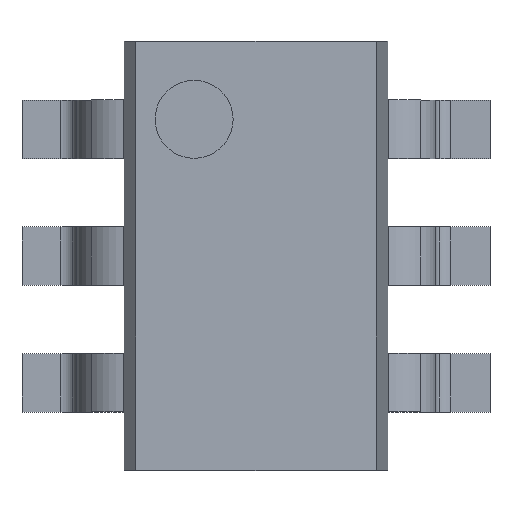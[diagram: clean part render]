
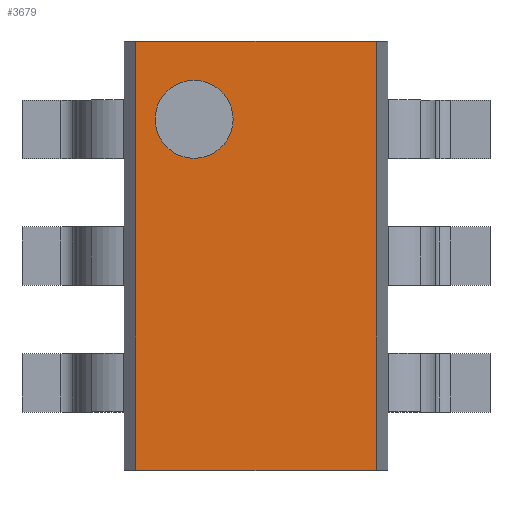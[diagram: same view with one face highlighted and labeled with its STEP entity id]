
A CAD part, top view. The second image highlights one B-rep face of the part: STEP entity #3679.
In plain terms, the highlighted planar face has unit normal (0, 0, 1).
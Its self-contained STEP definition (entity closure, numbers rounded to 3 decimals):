
#3567=CARTESIAN_POINT('',(-0.117,0.7,1.1));
#3568=VERTEX_POINT('',#3567);
#3584=CARTESIAN_POINT('',(-0.517,0.7,1.1));
#3585=VERTEX_POINT('',#3584);
#3592=CARTESIAN_POINT('',(-0.317,0.7,1.1));
#3593=DIRECTION('',(0.0,0.0,-1.0));
#3594=DIRECTION('',(1.0,0.0,0.0));
#3595=AXIS2_PLACEMENT_3D('',#3592,#3593,#3594);
#3596=CIRCLE('',#3595,0.2);
#3597=EDGE_CURVE('',#3568,#3585,#3596,.T.);
#3608=CARTESIAN_POINT('',(-0.317,0.7,1.1));
#3609=DIRECTION('',(0.0,0.0,-1.0));
#3610=DIRECTION('',(1.0,0.0,0.0));
#3611=AXIS2_PLACEMENT_3D('',#3608,#3609,#3610);
#3612=CIRCLE('',#3611,0.2);
#3613=EDGE_CURVE('',#3585,#3568,#3612,.T.);
#3636=CARTESIAN_POINT('',(0.642,-1.1,1.1));
#3637=DIRECTION('',(0.0,0.0,1.0));
#3638=DIRECTION('',(1.0,0.0,0.0));
#3639=AXIS2_PLACEMENT_3D('',#3636,#3637,#3638);
#3640=PLANE('',#3639);
#3641=CARTESIAN_POINT('',(0.617,1.1,1.1));
#3642=VERTEX_POINT('',#3641);
#3643=CARTESIAN_POINT('',(-0.617,1.1,1.1));
#3644=VERTEX_POINT('',#3643);
#3645=CARTESIAN_POINT('',(0.617,1.1,1.1));
#3646=DIRECTION('',(-1.0,0.0,0.0));
#3647=VECTOR('',#3646,1.235);
#3648=LINE('',#3645,#3647);
#3649=EDGE_CURVE('',#3642,#3644,#3648,.T.);
#3650=ORIENTED_EDGE('',*,*,#3649,.T.);
#3651=CARTESIAN_POINT('',(-0.617,-1.1,1.1));
#3652=VERTEX_POINT('',#3651);
#3653=CARTESIAN_POINT('',(-0.617,1.1,1.1));
#3654=DIRECTION('',(0.0,-1.0,0.0));
#3655=VECTOR('',#3654,2.2);
#3656=LINE('',#3653,#3655);
#3657=EDGE_CURVE('',#3652,#3644,#3656,.F.);
#3658=ORIENTED_EDGE('',*,*,#3657,.F.);
#3659=CARTESIAN_POINT('',(0.617,-1.1,1.1));
#3660=VERTEX_POINT('',#3659);
#3661=CARTESIAN_POINT('',(-0.617,-1.1,1.1));
#3662=DIRECTION('',(1.0,0.0,0.0));
#3663=VECTOR('',#3662,1.235);
#3664=LINE('',#3661,#3663);
#3665=EDGE_CURVE('',#3652,#3660,#3664,.T.);
#3666=ORIENTED_EDGE('',*,*,#3665,.T.);
#3667=CARTESIAN_POINT('',(0.617,-1.1,1.1));
#3668=DIRECTION('',(0.0,1.0,0.0));
#3669=VECTOR('',#3668,2.2);
#3670=LINE('',#3667,#3669);
#3671=EDGE_CURVE('',#3660,#3642,#3670,.T.);
#3672=ORIENTED_EDGE('',*,*,#3671,.T.);
#3673=EDGE_LOOP('',(#3650,#3658,#3666,#3672));
#3674=FACE_OUTER_BOUND('',#3673,.T.);
#3675=ORIENTED_EDGE('',*,*,#3597,.T.);
#3676=ORIENTED_EDGE('',*,*,#3613,.T.);
#3677=EDGE_LOOP('',(#3675,#3676));
#3678=FACE_BOUND('',#3677,.T.);
#3679=ADVANCED_FACE('',(#3674,#3678),#3640,.T.);
